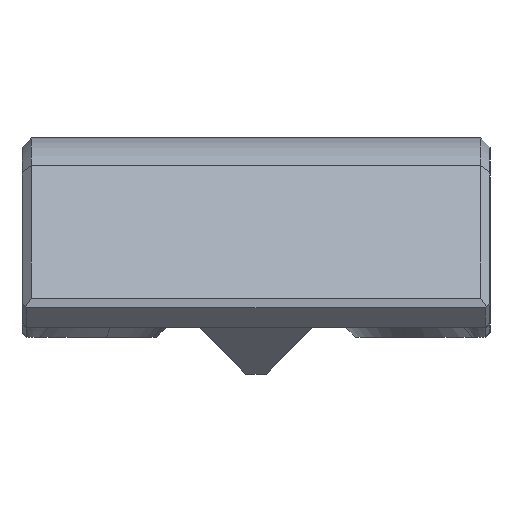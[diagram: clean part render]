
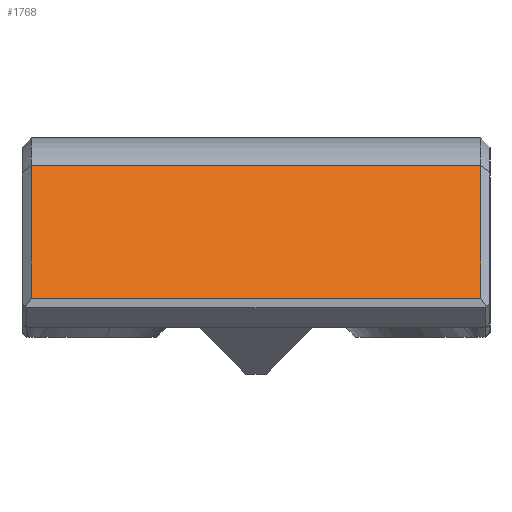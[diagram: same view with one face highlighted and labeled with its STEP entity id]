
A CAD part, left-side view. The second image highlights one B-rep face of the part: STEP entity #1768.
In plain terms, the highlighted planar face has unit normal (-0.707, 0, 0.707).
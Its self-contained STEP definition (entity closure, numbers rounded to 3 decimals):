
#68=FACE_OUTER_BOUND('',#169,.T.);
#169=EDGE_LOOP('',(#1181,#1182,#1183,#1184));
#420=LINE('',#2543,#562);
#424=LINE('',#2551,#566);
#425=LINE('',#2552,#567);
#426=LINE('',#2553,#568);
#562=VECTOR('',#2052,10.);
#566=VECTOR('',#2058,10.);
#567=VECTOR('',#2059,10.);
#568=VECTOR('',#2060,10.);
#714=VERTEX_POINT('',#2541);
#715=VERTEX_POINT('',#2542);
#717=VERTEX_POINT('',#2549);
#718=VERTEX_POINT('',#2550);
#898=EDGE_CURVE('',#714,#715,#420,.T.);
#902=EDGE_CURVE('',#717,#718,#424,.T.);
#903=EDGE_CURVE('',#715,#717,#425,.T.);
#904=EDGE_CURVE('',#714,#718,#426,.T.);
#1181=ORIENTED_EDGE('',*,*,#902,.F.);
#1182=ORIENTED_EDGE('',*,*,#903,.F.);
#1183=ORIENTED_EDGE('',*,*,#898,.F.);
#1184=ORIENTED_EDGE('',*,*,#904,.T.);
#1713=PLANE('',#1894);
#1768=ADVANCED_FACE('',(#68),#1713,.F.);
#1894=AXIS2_PLACEMENT_3D('',#2548,#2056,#2057);
#2052=DIRECTION('',(0.707,0.,0.707));
#2056=DIRECTION('center_axis',(0.707,0.,-0.707));
#2057=DIRECTION('ref_axis',(0.707,0.,0.707));
#2058=DIRECTION('',(-0.707,0.,-0.707));
#2059=DIRECTION('',(0.,-1.,0.));
#2060=DIRECTION('',(0.,-1.,0.));
#2541=CARTESIAN_POINT('',(-24.55,9.6,1.25));
#2542=CARTESIAN_POINT('',(-18.872,9.6,6.928));
#2543=CARTESIAN_POINT('',(-17.409,9.6,8.391));
#2548=CARTESIAN_POINT('Origin',(-24.55,10.,1.25));
#2549=CARTESIAN_POINT('',(-18.872,-9.6,6.928));
#2550=CARTESIAN_POINT('',(-24.55,-9.6,1.25));
#2551=CARTESIAN_POINT('',(-15.809,-9.6,9.991));
#2552=CARTESIAN_POINT('',(-18.872,5.,6.928));
#2553=CARTESIAN_POINT('',(-24.55,10.,1.25));
